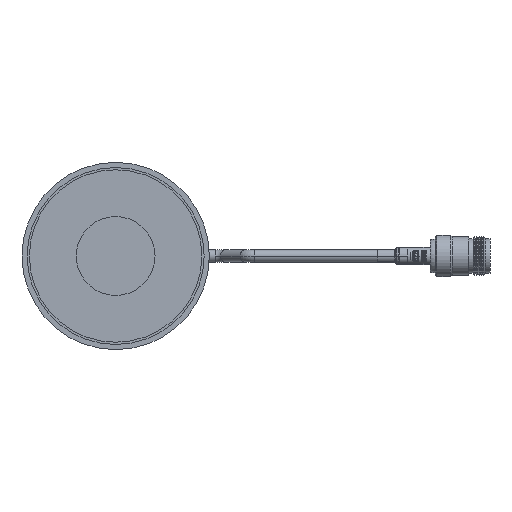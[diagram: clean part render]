
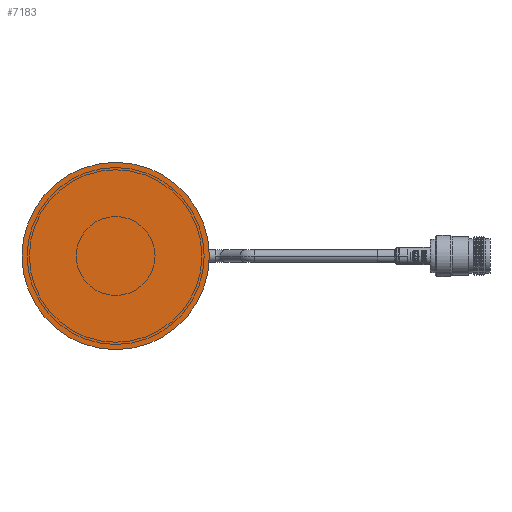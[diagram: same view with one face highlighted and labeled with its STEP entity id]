
A CAD part, front view. The second image highlights one B-rep face of the part: STEP entity #7183.
In plain terms, the highlighted planar face has unit normal (0, -1, 0).
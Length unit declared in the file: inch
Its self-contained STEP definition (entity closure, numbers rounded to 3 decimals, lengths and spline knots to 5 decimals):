
#21 = CARTESIAN_POINT ( 'NONE',  ( 0., -0.00984, -1.49606 ) ) ;
#1422 = CARTESIAN_POINT ( 'NONE',  ( 0., -0.00984, 1.49606 ) ) ;
#1802 = CARTESIAN_POINT ( 'NONE',  ( 0., -0.00984, 0. ) ) ;
#2645 = CARTESIAN_POINT ( 'NONE',  ( 0., -0.00984, 0. ) ) ;
#2751 = DIRECTION ( 'NONE',  ( 0., 1., 0. ) ) ;
#5464 = CIRCLE ( 'NONE', #9827, 1.49606 ) ;
#6013 = AXIS2_PLACEMENT_3D ( 'NONE', #11884, #18808, #13697 ) ;
#6907 = FACE_OUTER_BOUND ( 'NONE', #9451, .T. ) ;
#7183 = ADVANCED_FACE ( 'NONE', ( #6907 ), #13585, .F. ) ;
#9451 = EDGE_LOOP ( 'NONE', ( #12378, #19881 ) ) ;
#9827 = AXIS2_PLACEMENT_3D ( 'NONE', #1802, #22161, #13881 ) ;
#10050 = EDGE_CURVE ( 'NONE', #17379, #11915, #13560, .T. ) ;
#11884 = CARTESIAN_POINT ( 'NONE',  ( 0., -0.00984, 0. ) ) ;
#11915 = VERTEX_POINT ( 'NONE', #21 ) ;
#12378 = ORIENTED_EDGE ( 'NONE', *, *, #15209, .F. ) ;
#13560 = CIRCLE ( 'NONE', #21516, 1.49606 ) ;
#13585 = PLANE ( 'NONE',  #6013 ) ;
#13697 = DIRECTION ( 'NONE',  ( 0., 0., 1. ) ) ;
#13881 = DIRECTION ( 'NONE',  ( 0., 0., -1. ) ) ;
#14743 = DIRECTION ( 'NONE',  ( 0., 0., -1. ) ) ;
#15209 = EDGE_CURVE ( 'NONE', #11915, #17379, #5464, .T. ) ;
#17379 = VERTEX_POINT ( 'NONE', #1422 ) ;
#18808 = DIRECTION ( 'NONE',  ( 0., 1., 0. ) ) ;
#19881 = ORIENTED_EDGE ( 'NONE', *, *, #10050, .F. ) ;
#21516 = AXIS2_PLACEMENT_3D ( 'NONE', #2645, #2751, #14743 ) ;
#22161 = DIRECTION ( 'NONE',  ( 0., 1., 0. ) ) ;
